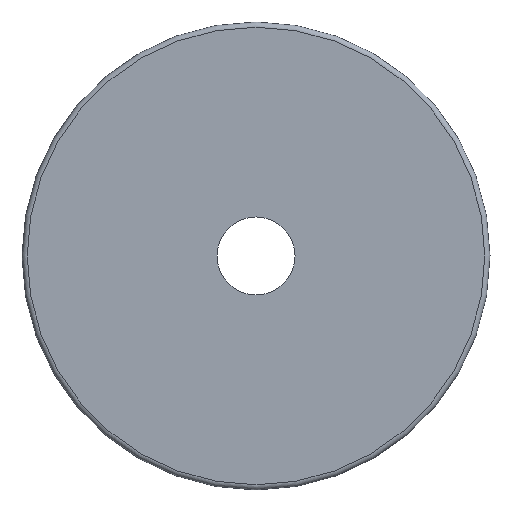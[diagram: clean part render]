
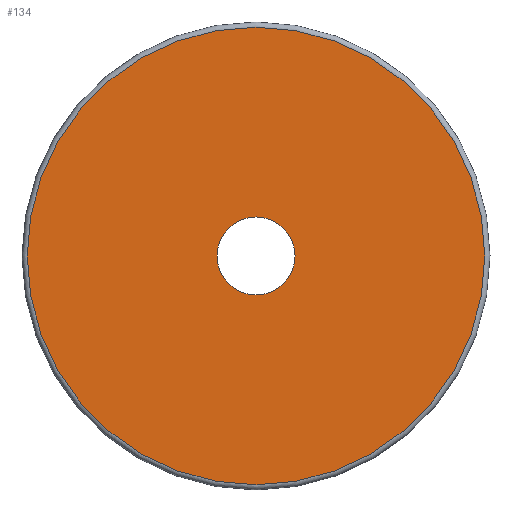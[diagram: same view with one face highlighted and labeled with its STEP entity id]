
A CAD part, front view. The second image highlights one B-rep face of the part: STEP entity #134.
In plain terms, the highlighted planar face has unit normal (0, -1, 0).
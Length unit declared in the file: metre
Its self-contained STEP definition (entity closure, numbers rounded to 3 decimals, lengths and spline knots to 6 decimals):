
#16=PLANE('',#163);
#24=ORIENTED_EDGE('',*,*,#48,.T.);
#25=ORIENTED_EDGE('',*,*,#49,.T.);
#48=EDGE_CURVE('',#60,#60,#72,.T.);
#49=EDGE_CURVE('',#61,#61,#73,.T.);
#60=VERTEX_POINT('',#244);
#61=VERTEX_POINT('',#246);
#72=CIRCLE('',#164,0.0015);
#73=CIRCLE('',#165,0.0088);
#84=EDGE_LOOP('',(#24));
#85=EDGE_LOOP('',(#25));
#108=FACE_BOUND('',#84,.T.);
#109=FACE_BOUND('',#85,.T.);
#134=ADVANCED_FACE('',(#108,#109),#16,.T.);
#163=AXIS2_PLACEMENT_3D('',#242,#195,#196);
#164=AXIS2_PLACEMENT_3D('',#243,#197,#198);
#165=AXIS2_PLACEMENT_3D('',#245,#199,#200);
#195=DIRECTION('',(0.,-1.,0.));
#196=DIRECTION('',(1.,0.,0.));
#197=DIRECTION('',(0.,1.,0.));
#198=DIRECTION('',(-1.,0.,0.));
#199=DIRECTION('',(0.,-1.,0.));
#200=DIRECTION('',(1.,0.,0.));
#242=CARTESIAN_POINT('',(0.069686,-0.008,0.005691));
#243=CARTESIAN_POINT('',(0.069686,-0.008,0.005691));
#244=CARTESIAN_POINT('',(0.068186,-0.008,0.005691));
#245=CARTESIAN_POINT('',(0.069686,-0.008,0.005691));
#246=CARTESIAN_POINT('',(0.078486,-0.008,0.005691));
